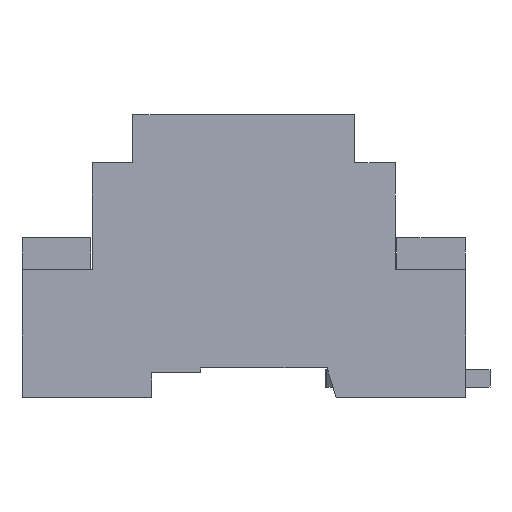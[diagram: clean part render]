
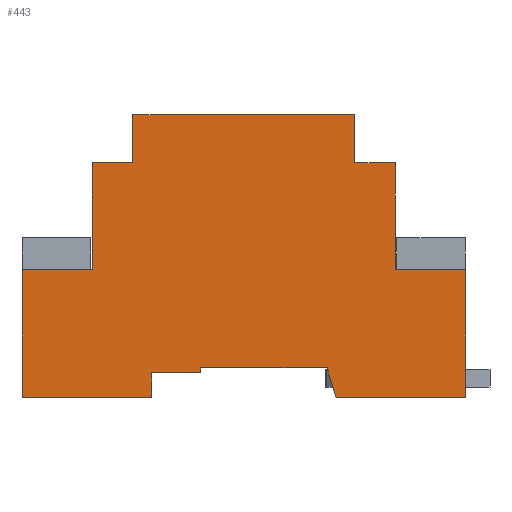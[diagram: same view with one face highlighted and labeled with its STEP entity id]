
A CAD part, left-side view. The second image highlights one B-rep face of the part: STEP entity #443.
In plain terms, the highlighted planar face has unit normal (-1, 0, 0).
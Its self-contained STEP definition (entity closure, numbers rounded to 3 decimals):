
#443=ADVANCED_FACE('',(#1302),#1303,.T.);
#1302=FACE_OUTER_BOUND('',#2224,.T.);
#1303=PLANE('',#2225);
#2224=EDGE_LOOP('',(#5216,#5217,#5218,#5219,#5220,#5221,#5222,#5223,#5224,#5225,#5226,#5227,#5228,#5229,#5230,#5231,#5232,#5233));
#2225=AXIS2_PLACEMENT_3D('',#5234,#5235,#5236);
#5216=ORIENTED_EDGE('',*,*,#6693,.T.);
#5217=ORIENTED_EDGE('',*,*,#6697,.T.);
#5218=ORIENTED_EDGE('',*,*,#6700,.T.);
#5219=ORIENTED_EDGE('',*,*,#6703,.T.);
#5220=ORIENTED_EDGE('',*,*,#6706,.T.);
#5221=ORIENTED_EDGE('',*,*,#6709,.F.);
#5222=ORIENTED_EDGE('',*,*,#6710,.F.);
#5223=ORIENTED_EDGE('',*,*,#6618,.F.);
#5224=ORIENTED_EDGE('',*,*,#6692,.F.);
#5225=ORIENTED_EDGE('',*,*,#6711,.F.);
#5226=ORIENTED_EDGE('',*,*,#6712,.F.);
#5227=ORIENTED_EDGE('',*,*,#6713,.F.);
#5228=ORIENTED_EDGE('',*,*,#6714,.F.);
#5229=ORIENTED_EDGE('',*,*,#6715,.F.);
#5230=ORIENTED_EDGE('',*,*,#6654,.F.);
#5231=ORIENTED_EDGE('',*,*,#6673,.F.);
#5232=ORIENTED_EDGE('',*,*,#6609,.F.);
#5233=ORIENTED_EDGE('',*,*,#6716,.F.);
#5234=CARTESIAN_POINT('',(-35.5,0.,25.153));
#5235=DIRECTION('',(-1.0,0.,0.));
#5236=DIRECTION('',(0.,-1.0,0.0));
#6609=EDGE_CURVE('',#8274,#8276,#8277,.T.);
#6618=EDGE_CURVE('',#8287,#8289,#8290,.T.);
#6654=EDGE_CURVE('',#8348,#8350,#8351,.T.);
#6673=EDGE_CURVE('',#8276,#8348,#8383,.T.);
#6692=EDGE_CURVE('',#8408,#8287,#8410,.T.);
#6693=EDGE_CURVE('',#8411,#8412,#8413,.T.);
#6697=EDGE_CURVE('',#8412,#8419,#8420,.T.);
#6700=EDGE_CURVE('',#8419,#8424,#8425,.T.);
#6703=EDGE_CURVE('',#8424,#8429,#8430,.T.);
#6706=EDGE_CURVE('',#8429,#8434,#8435,.T.);
#6709=EDGE_CURVE('',#8439,#8434,#8440,.T.);
#6710=EDGE_CURVE('',#8289,#8439,#8441,.T.);
#6711=EDGE_CURVE('',#8442,#8408,#8443,.T.);
#6712=EDGE_CURVE('',#8444,#8442,#8445,.T.);
#6713=EDGE_CURVE('',#8446,#8444,#8447,.T.);
#6714=EDGE_CURVE('',#8448,#8446,#8449,.T.);
#6715=EDGE_CURVE('',#8350,#8448,#8450,.T.);
#6716=EDGE_CURVE('',#8411,#8274,#8451,.T.);
#8274=VERTEX_POINT('',#10754);
#8276=VERTEX_POINT('',#10757);
#8277=LINE('',#10758,#10759);
#8287=VERTEX_POINT('',#10776);
#8289=VERTEX_POINT('',#10779);
#8290=LINE('',#10780,#10781);
#8348=VERTEX_POINT('',#10873);
#8350=VERTEX_POINT('',#10876);
#8351=LINE('',#10877,#10878);
#8383=LINE('',#10928,#10929);
#8408=VERTEX_POINT('',#10971);
#8410=LINE('',#10974,#10975);
#8411=VERTEX_POINT('',#10976);
#8412=VERTEX_POINT('',#10977);
#8413=LINE('',#10978,#10979);
#8419=VERTEX_POINT('',#10988);
#8420=LINE('',#10989,#10990);
#8424=VERTEX_POINT('',#10996);
#8425=LINE('',#10997,#10998);
#8429=VERTEX_POINT('',#11004);
#8430=LINE('',#11005,#11006);
#8434=VERTEX_POINT('',#11012);
#8435=LINE('',#11013,#11014);
#8439=VERTEX_POINT('',#11020);
#8440=LINE('',#11021,#11022);
#8441=LINE('',#11023,#11024);
#8442=VERTEX_POINT('',#11025);
#8443=LINE('',#11026,#11027);
#8444=VERTEX_POINT('',#11028);
#8445=LINE('',#11029,#11030);
#8446=VERTEX_POINT('',#11031);
#8447=LINE('',#11032,#11033);
#8448=VERTEX_POINT('',#11034);
#8449=LINE('',#11035,#11036);
#8450=LINE('',#11037,#11038);
#8451=LINE('',#11039,#11040);
#10754=CARTESIAN_POINT('',(-35.5,45.1,0.));
#10757=CARTESIAN_POINT('',(-35.5,45.1,26.0));
#10758=CARTESIAN_POINT('',(-35.5,45.1,26.0));
#10759=VECTOR('',#12569,1.0);
#10776=CARTESIAN_POINT('',(-35.5,-30.8,26.0));
#10779=CARTESIAN_POINT('',(-35.5,-45.1,26.0));
#10780=CARTESIAN_POINT('',(-35.5,-30.8,26.0));
#10781=VECTOR('',#12578,1.0);
#10873=CARTESIAN_POINT('',(-35.5,30.8,26.0));
#10876=CARTESIAN_POINT('',(-35.5,30.8,47.7));
#10877=CARTESIAN_POINT('',(-35.5,30.8,47.7));
#10878=VECTOR('',#12614,1.0);
#10928=CARTESIAN_POINT('',(-35.5,45.1,26.0));
#10929=VECTOR('',#12633,1.0);
#10971=CARTESIAN_POINT('',(-35.5,-30.8,47.7));
#10974=CARTESIAN_POINT('',(-35.5,-30.8,47.7));
#10975=VECTOR('',#12652,1.0);
#10976=CARTESIAN_POINT('',(-35.5,18.75,0.));
#10977=CARTESIAN_POINT('',(-35.5,18.75,5.0));
#10978=CARTESIAN_POINT('',(-35.5,18.75,13.826));
#10979=VECTOR('',#12653,1.0);
#10988=CARTESIAN_POINT('',(-35.5,8.75,5.0));
#10989=CARTESIAN_POINT('',(-35.5,6.875,5.0));
#10990=VECTOR('',#12657,1.0);
#10996=CARTESIAN_POINT('',(-35.5,8.75,6.0));
#10997=CARTESIAN_POINT('',(-35.5,8.75,15.326));
#10998=VECTOR('',#12660,1.0);
#11004=CARTESIAN_POINT('',(-35.5,-16.916,6.0));
#11005=CARTESIAN_POINT('',(-35.5,-2.041,6.0));
#11006=VECTOR('',#12663,1.0);
#11012=CARTESIAN_POINT('',(-35.5,-18.75,0.));
#11013=CARTESIAN_POINT('',(-35.5,-13.974,15.623));
#11014=VECTOR('',#12666,1.0);
#11020=CARTESIAN_POINT('',(-35.5,-45.1,0.));
#11021=CARTESIAN_POINT('',(-35.5,45.1,0.));
#11022=VECTOR('',#12669,1.0);
#11023=CARTESIAN_POINT('',(-35.5,-45.1,26.0));
#11024=VECTOR('',#12670,1.0);
#11025=CARTESIAN_POINT('',(-35.5,-22.55,47.7));
#11026=CARTESIAN_POINT('',(-35.5,-22.55,47.7));
#11027=VECTOR('',#12671,1.0);
#11028=CARTESIAN_POINT('',(-35.5,-22.55,57.5));
#11029=CARTESIAN_POINT('',(-35.5,-22.55,57.5));
#11030=VECTOR('',#12672,1.0);
#11031=CARTESIAN_POINT('',(-35.5,22.55,57.5));
#11032=CARTESIAN_POINT('',(-35.5,22.55,57.5));
#11033=VECTOR('',#12673,1.0);
#11034=CARTESIAN_POINT('',(-35.5,22.55,47.7));
#11035=CARTESIAN_POINT('',(-35.5,22.55,57.5));
#11036=VECTOR('',#12674,1.0);
#11037=CARTESIAN_POINT('',(-35.5,30.8,47.7));
#11038=VECTOR('',#12675,1.0);
#11039=CARTESIAN_POINT('',(-35.5,45.1,0.));
#11040=VECTOR('',#12676,1.0);
#12569=DIRECTION('',(0.,0.,1.0));
#12578=DIRECTION('',(0.,-1.0,0.0));
#12614=DIRECTION('',(0.,0.,1.0));
#12633=DIRECTION('',(0.,-1.0,0.0));
#12652=DIRECTION('',(0.,0.,-1.0));
#12653=DIRECTION('',(0.,0.,1.0));
#12657=DIRECTION('',(0.,-1.0,0.));
#12660=DIRECTION('',(0.,0.,1.0));
#12663=DIRECTION('',(0.,-1.0,0.));
#12666=DIRECTION('',(0.,-0.292,-0.956));
#12669=DIRECTION('',(0.,1.0,0.0));
#12670=DIRECTION('',(0.,0.,-1.0));
#12671=DIRECTION('',(0.,-1.0,0.));
#12672=DIRECTION('',(0.,0.,-1.0));
#12673=DIRECTION('',(0.,-1.0,0.0));
#12674=DIRECTION('',(0.,0.,1.0));
#12675=DIRECTION('',(0.,-1.0,0.));
#12676=DIRECTION('',(0.,1.0,0.0));
